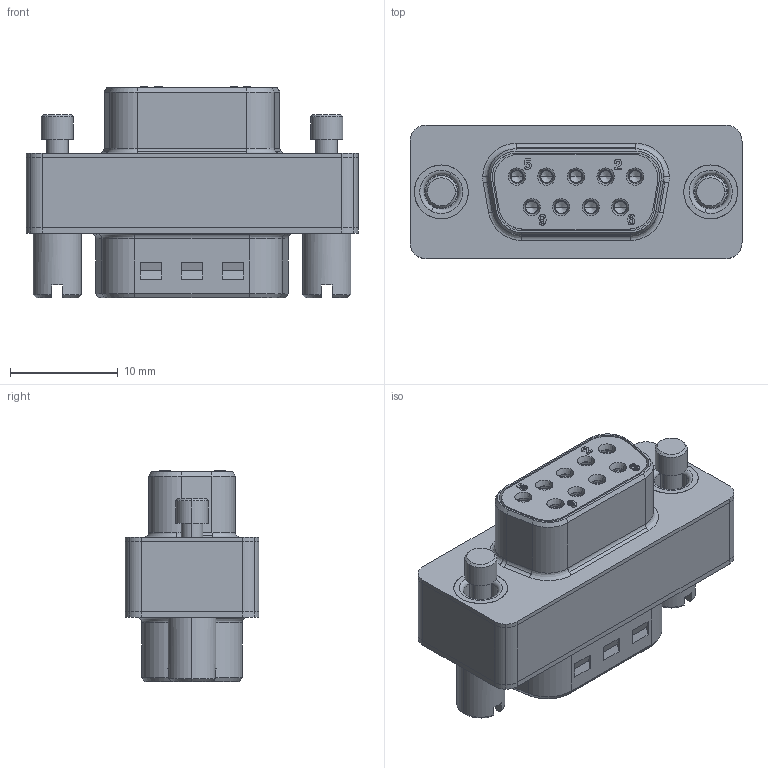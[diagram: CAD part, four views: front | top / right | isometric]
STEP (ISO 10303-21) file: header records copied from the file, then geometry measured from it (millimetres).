
FILE_DESCRIPTION((''),'2;1');
FILE_NAME('230016003.stp','2007-11-12T15:42:52',('martin.rickli'),(''),'Autodesk Inventor 9','Autodesk Inventor 9','');
FILE_SCHEMA(('AUTOMOTIVE_DESIGN { 1 0 10303 214 1 1 1 1 }'));
Length unit declared in the file: millimetre
Products named in the file (9): 050800; 00281_09; 00031a_09; 00032a_09; R+B00741a; R+B00137b; R+B00140; R+B00497; R+B00871
Assembly tree (18 placements, depth 2):
  050800
    00281_09
    00031a_09
    00032a_09
    R+B00741a  x9
    R+B00137b
    R+B00140
    R+B00497  x2
    R+B00871  x2
Bounding box: 30.8 x 12.4 x 19.65 mm (x, y, z)
Volume: 3099 mm3; surface area: 7161.8 mm2
Topology: 18 solids, 18 shells, 2070 faces, 5142 edges, 3163 vertices
Faces by surface type: plane 1441, cylinder 327, bspline 137, cone 118, torus 38, sphere 9
Entity records: 22969 total; most frequent: CARTESIAN_POINT 6895, DIRECTION 3412, ORIENTED_EDGE 3240, EDGE_CURVE 1620, AXIS2_PLACEMENT_3D 1295, VERTEX_POINT 1032, VECTOR 822, LINE 822
